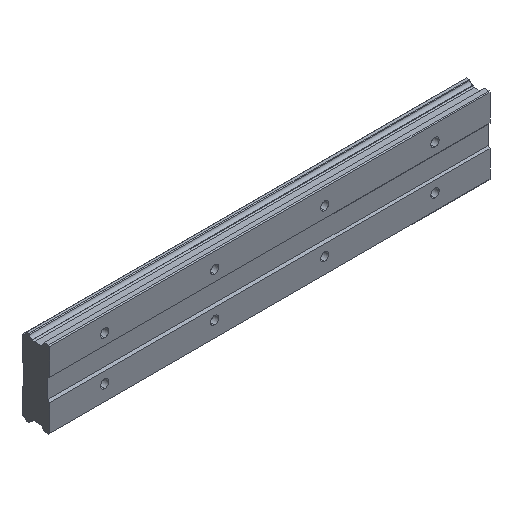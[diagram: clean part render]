
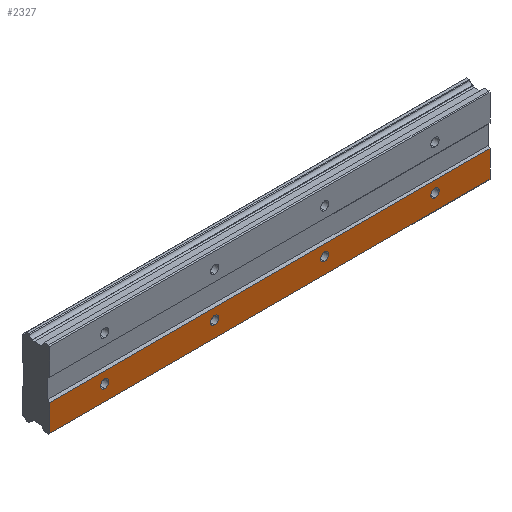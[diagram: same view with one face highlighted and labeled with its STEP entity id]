
A CAD part, isometric view. The second image highlights one B-rep face of the part: STEP entity #2327.
In plain terms, the highlighted planar face has unit normal (0, -1, 0).
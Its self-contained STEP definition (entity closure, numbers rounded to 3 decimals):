
#16 = ORIENTED_EDGE ( 'NONE', *, *, #1488, .F. ) ;
#31 = EDGE_CURVE ( 'NONE', #425, #1185, #1514, .T. ) ;
#61 = CIRCLE ( 'NONE', #2191, 2.25 ) ;
#62 = CARTESIAN_POINT ( 'NONE',  ( 210., 0., -6. ) ) ;
#88 = EDGE_CURVE ( 'NONE', #2083, #1528, #1940, .T. ) ;
#91 = AXIS2_PLACEMENT_3D ( 'NONE', #2358, #812, #1590 ) ;
#94 = AXIS2_PLACEMENT_3D ( 'NONE', #1156, #1566, #253 ) ;
#98 = DIRECTION ( 'NONE',  ( 0., 0., 1. ) ) ;
#117 = ORIENTED_EDGE ( 'NONE', *, *, #31, .F. ) ;
#150 = AXIS2_PLACEMENT_3D ( 'NONE', #1575, #642, #2138 ) ;
#180 = CIRCLE ( 'NONE', #1030, 2.25 ) ;
#225 = ORIENTED_EDGE ( 'NONE', *, *, #1124, .F. ) ;
#253 = DIRECTION ( 'NONE',  ( 0., 0., 1. ) ) ;
#254 = FACE_OUTER_BOUND ( 'NONE', #589, .T. ) ;
#294 = FACE_BOUND ( 'NONE', #1342, .T. ) ;
#301 = DIRECTION ( 'NONE',  ( 0., 0., 1. ) ) ;
#317 = DIRECTION ( 'NONE',  ( 1., 0., 0. ) ) ;
#330 = CIRCLE ( 'NONE', #1788, 2.25 ) ;
#359 = CARTESIAN_POINT ( 'NONE',  ( 210., 0., -6. ) ) ;
#377 = CARTESIAN_POINT ( 'NONE',  ( -30., 0., -6. ) ) ;
#380 = ORIENTED_EDGE ( 'NONE', *, *, #648, .F. ) ;
#425 = VERTEX_POINT ( 'NONE', #1729 ) ;
#468 = FACE_BOUND ( 'NONE', #1141, .T. ) ;
#473 = VERTEX_POINT ( 'NONE', #1158 ) ;
#531 = DIRECTION ( 'NONE',  ( -1., 0., 0. ) ) ;
#532 = CARTESIAN_POINT ( 'NONE',  ( 180., 0., -14.25 ) ) ;
#537 = AXIS2_PLACEMENT_3D ( 'NONE', #62, #829, #649 ) ;
#560 = CARTESIAN_POINT ( 'NONE',  ( 0., 0., -12. ) ) ;
#569 = CARTESIAN_POINT ( 'NONE',  ( 180., 0., -9.75 ) ) ;
#589 = EDGE_LOOP ( 'NONE', ( #380, #2275, #1274, #225 ) ) ;
#638 = EDGE_LOOP ( 'NONE', ( #1331, #117 ) ) ;
#642 = DIRECTION ( 'NONE',  ( 0., -1., 0. ) ) ;
#648 = EDGE_CURVE ( 'NONE', #1415, #1561, #1484, .T. ) ;
#649 = DIRECTION ( 'NONE',  ( 0., 0., 1. ) ) ;
#653 = VERTEX_POINT ( 'NONE', #1290 ) ;
#669 = CARTESIAN_POINT ( 'NONE',  ( 60., 0., -12. ) ) ;
#715 = CARTESIAN_POINT ( 'NONE',  ( 210., 0., -20.5 ) ) ;
#732 = AXIS2_PLACEMENT_3D ( 'NONE', #669, #1272, #1249 ) ;
#783 = ORIENTED_EDGE ( 'NONE', *, *, #88, .F. ) ;
#805 = EDGE_CURVE ( 'NONE', #2306, #653, #909, .T. ) ;
#812 = DIRECTION ( 'NONE',  ( 0., -1., 0. ) ) ;
#817 = CARTESIAN_POINT ( 'NONE',  ( 0., 0., -9.75 ) ) ;
#829 = DIRECTION ( 'NONE',  ( 0., 1., 0. ) ) ;
#876 = AXIS2_PLACEMENT_3D ( 'NONE', #2069, #2081, #1071 ) ;
#907 = LINE ( 'NONE', #359, #1874 ) ;
#909 = CIRCLE ( 'NONE', #94, 2.25 ) ;
#1023 = ORIENTED_EDGE ( 'NONE', *, *, #1129, .F. ) ;
#1025 = VECTOR ( 'NONE', #531, 1000. ) ;
#1030 = AXIS2_PLACEMENT_3D ( 'NONE', #1229, #1991, #301 ) ;
#1050 = LINE ( 'NONE', #2234, #2386 ) ;
#1071 = DIRECTION ( 'NONE',  ( 0., 0., 1. ) ) ;
#1103 = DIRECTION ( 'NONE',  ( 0., 0., -1. ) ) ;
#1124 = EDGE_CURVE ( 'NONE', #1561, #473, #2251, .T. ) ;
#1129 = EDGE_CURVE ( 'NONE', #653, #2306, #330, .T. ) ;
#1131 = EDGE_CURVE ( 'NONE', #1395, #1995, #1584, .T. ) ;
#1141 = EDGE_LOOP ( 'NONE', ( #1698, #1445 ) ) ;
#1156 = CARTESIAN_POINT ( 'NONE',  ( 0., 0., -12. ) ) ;
#1158 = CARTESIAN_POINT ( 'NONE',  ( -30., 0., -6. ) ) ;
#1185 = VERTEX_POINT ( 'NONE', #2090 ) ;
#1208 = EDGE_LOOP ( 'NONE', ( #1905, #1023 ) ) ;
#1210 = CARTESIAN_POINT ( 'NONE',  ( 210., 0., -6. ) ) ;
#1219 = CARTESIAN_POINT ( 'NONE',  ( 120., 0., -12. ) ) ;
#1229 = CARTESIAN_POINT ( 'NONE',  ( 180., 0., -12. ) ) ;
#1249 = DIRECTION ( 'NONE',  ( 0., 0., 1. ) ) ;
#1272 = DIRECTION ( 'NONE',  ( 0., -1., 0. ) ) ;
#1274 = ORIENTED_EDGE ( 'NONE', *, *, #2374, .F. ) ;
#1290 = CARTESIAN_POINT ( 'NONE',  ( 0., 0., -14.25 ) ) ;
#1302 = DIRECTION ( 'NONE',  ( 0., 0., 1. ) ) ;
#1315 = DIRECTION ( 'NONE',  ( 0., 0., 1. ) ) ;
#1331 = ORIENTED_EDGE ( 'NONE', *, *, #1435, .F. ) ;
#1342 = EDGE_LOOP ( 'NONE', ( #16, #783 ) ) ;
#1366 = DIRECTION ( 'NONE',  ( 0., -1., 0. ) ) ;
#1395 = VERTEX_POINT ( 'NONE', #2385 ) ;
#1415 = VERTEX_POINT ( 'NONE', #715 ) ;
#1425 = VECTOR ( 'NONE', #1315, 1000. ) ;
#1435 = EDGE_CURVE ( 'NONE', #1185, #425, #1799, .T. ) ;
#1445 = ORIENTED_EDGE ( 'NONE', *, *, #2271, .F. ) ;
#1484 = LINE ( 'NONE', #2267, #1025 ) ;
#1488 = EDGE_CURVE ( 'NONE', #1528, #2083, #180, .T. ) ;
#1514 = CIRCLE ( 'NONE', #150, 2.25 ) ;
#1522 = EDGE_CURVE ( 'NONE', #1892, #1415, #907, .T. ) ;
#1528 = VERTEX_POINT ( 'NONE', #569 ) ;
#1561 = VERTEX_POINT ( 'NONE', #1872 ) ;
#1566 = DIRECTION ( 'NONE',  ( 0., -1., 0. ) ) ;
#1575 = CARTESIAN_POINT ( 'NONE',  ( 60., 0., -12. ) ) ;
#1584 = CIRCLE ( 'NONE', #876, 2.25 ) ;
#1590 = DIRECTION ( 'NONE',  ( 0., 0., 1. ) ) ;
#1698 = ORIENTED_EDGE ( 'NONE', *, *, #1131, .F. ) ;
#1729 = CARTESIAN_POINT ( 'NONE',  ( 60., 0., -14.25 ) ) ;
#1785 = FACE_BOUND ( 'NONE', #638, .T. ) ;
#1788 = AXIS2_PLACEMENT_3D ( 'NONE', #560, #2218, #1302 ) ;
#1799 = CIRCLE ( 'NONE', #732, 2.25 ) ;
#1804 = CARTESIAN_POINT ( 'NONE',  ( 120., 0., -14.25 ) ) ;
#1872 = CARTESIAN_POINT ( 'NONE',  ( -30., 0., -20.5 ) ) ;
#1874 = VECTOR ( 'NONE', #1103, 1000. ) ;
#1892 = VERTEX_POINT ( 'NONE', #1210 ) ;
#1905 = ORIENTED_EDGE ( 'NONE', *, *, #805, .F. ) ;
#1940 = CIRCLE ( 'NONE', #91, 2.25 ) ;
#1991 = DIRECTION ( 'NONE',  ( 0., -1., 0. ) ) ;
#1995 = VERTEX_POINT ( 'NONE', #1804 ) ;
#2069 = CARTESIAN_POINT ( 'NONE',  ( 120., 0., -12. ) ) ;
#2081 = DIRECTION ( 'NONE',  ( 0., -1., 0. ) ) ;
#2083 = VERTEX_POINT ( 'NONE', #532 ) ;
#2090 = CARTESIAN_POINT ( 'NONE',  ( 60., 0., -9.75 ) ) ;
#2138 = DIRECTION ( 'NONE',  ( 0., 0., 1. ) ) ;
#2144 = FACE_BOUND ( 'NONE', #1208, .T. ) ;
#2191 = AXIS2_PLACEMENT_3D ( 'NONE', #1219, #1366, #98 ) ;
#2218 = DIRECTION ( 'NONE',  ( 0., -1., 0. ) ) ;
#2234 = CARTESIAN_POINT ( 'NONE',  ( 210., 0., -6. ) ) ;
#2251 = LINE ( 'NONE', #377, #1425 ) ;
#2267 = CARTESIAN_POINT ( 'NONE',  ( 210., 0., -20.5 ) ) ;
#2271 = EDGE_CURVE ( 'NONE', #1995, #1395, #61, .T. ) ;
#2275 = ORIENTED_EDGE ( 'NONE', *, *, #1522, .F. ) ;
#2306 = VERTEX_POINT ( 'NONE', #817 ) ;
#2327 = ADVANCED_FACE ( 'NONE', ( #254, #2144, #294, #468, #1785 ), #2352, .F. ) ;
#2352 = PLANE ( 'NONE',  #537 ) ;
#2358 = CARTESIAN_POINT ( 'NONE',  ( 180., 0., -12. ) ) ;
#2374 = EDGE_CURVE ( 'NONE', #473, #1892, #1050, .T. ) ;
#2385 = CARTESIAN_POINT ( 'NONE',  ( 120., 0., -9.75 ) ) ;
#2386 = VECTOR ( 'NONE', #317, 1000. ) ;
